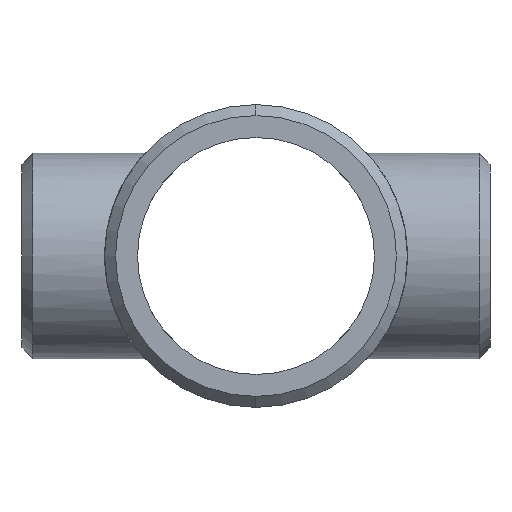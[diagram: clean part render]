
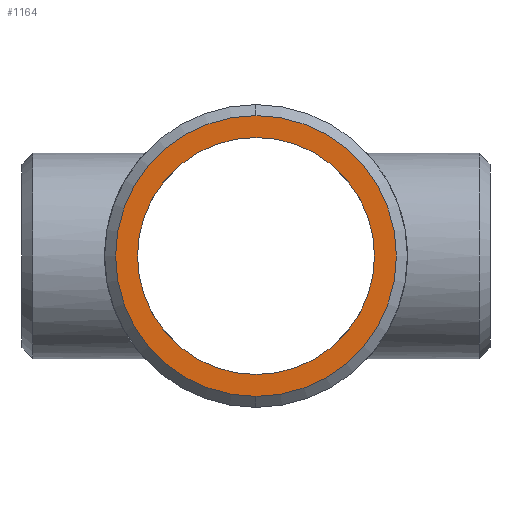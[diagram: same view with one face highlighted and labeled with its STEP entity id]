
A CAD part, left-side view. The second image highlights one B-rep face of the part: STEP entity #1164.
In plain terms, the highlighted planar face has unit normal (-1, 0, 0).
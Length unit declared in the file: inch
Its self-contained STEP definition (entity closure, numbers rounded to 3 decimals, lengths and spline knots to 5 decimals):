
#10 = DIRECTION ( 'NONE',  ( 1., 0., 0. ) ) ;
#12 = CARTESIAN_POINT ( 'NONE',  ( -5.62, 0., 3.07283 ) ) ;
#24 = AXIS2_PLACEMENT_3D ( 'NONE', #939, #10, #942 ) ;
#50 = CIRCLE ( 'NONE', #24, 2.5935 ) ;
#127 = CARTESIAN_POINT ( 'NONE',  ( -5.62, 0., 0. ) ) ;
#156 = ORIENTED_EDGE ( 'NONE', *, *, #255, .T. ) ;
#158 = DIRECTION ( 'NONE',  ( 0., 0., 1. ) ) ;
#198 = AXIS2_PLACEMENT_3D ( 'NONE', #1036, #632, #357 ) ;
#210 = DIRECTION ( 'NONE',  ( 0., 0., 1. ) ) ;
#237 = DIRECTION ( 'NONE',  ( 0., 0., -1. ) ) ;
#255 = EDGE_CURVE ( 'NONE', #371, #852, #959, .T. ) ;
#275 = CIRCLE ( 'NONE', #198, 2.5935 ) ;
#290 = DIRECTION ( 'NONE',  ( -1., 0., 0. ) ) ;
#295 = VERTEX_POINT ( 'NONE', #1058 ) ;
#342 = AXIS2_PLACEMENT_3D ( 'NONE', #525, #696, #210 ) ;
#357 = DIRECTION ( 'NONE',  ( 0., 0., 1. ) ) ;
#358 = PLANE ( 'NONE',  #635 ) ;
#371 = VERTEX_POINT ( 'NONE', #1282 ) ;
#436 = EDGE_CURVE ( 'NONE', #852, #371, #553, .T. ) ;
#525 = CARTESIAN_POINT ( 'NONE',  ( -5.62, 0., 0. ) ) ;
#553 = CIRCLE ( 'NONE', #1252, 3.07283 ) ;
#555 = ORIENTED_EDGE ( 'NONE', *, *, #436, .T. ) ;
#593 = CARTESIAN_POINT ( 'NONE',  ( -5.62, 0., 0. ) ) ;
#625 = ORIENTED_EDGE ( 'NONE', *, *, #1269, .T. ) ;
#632 = DIRECTION ( 'NONE',  ( 1., 0., 0. ) ) ;
#635 = AXIS2_PLACEMENT_3D ( 'NONE', #127, #887, #237 ) ;
#696 = DIRECTION ( 'NONE',  ( -1., 0., 0. ) ) ;
#717 = VERTEX_POINT ( 'NONE', #1120 ) ;
#852 = VERTEX_POINT ( 'NONE', #12 ) ;
#887 = DIRECTION ( 'NONE',  ( -1., 0., 0. ) ) ;
#913 = EDGE_CURVE ( 'NONE', #295, #717, #275, .T. ) ;
#939 = CARTESIAN_POINT ( 'NONE',  ( -5.62, 0., 0. ) ) ;
#942 = DIRECTION ( 'NONE',  ( 0., 0., 1. ) ) ;
#948 = FACE_BOUND ( 'NONE', #1093, .T. ) ;
#959 = CIRCLE ( 'NONE', #342, 3.07283 ) ;
#973 = EDGE_LOOP ( 'NONE', ( #156, #555 ) ) ;
#1036 = CARTESIAN_POINT ( 'NONE',  ( -5.62, 0., 0. ) ) ;
#1058 = CARTESIAN_POINT ( 'NONE',  ( -5.62, 0., 2.5935 ) ) ;
#1059 = FACE_OUTER_BOUND ( 'NONE', #973, .T. ) ;
#1093 = EDGE_LOOP ( 'NONE', ( #1307, #625 ) ) ;
#1120 = CARTESIAN_POINT ( 'NONE',  ( -5.62, 0., -2.5935 ) ) ;
#1164 = ADVANCED_FACE ( 'NONE', ( #1059, #948 ), #358, .T. ) ;
#1252 = AXIS2_PLACEMENT_3D ( 'NONE', #593, #290, #158 ) ;
#1269 = EDGE_CURVE ( 'NONE', #717, #295, #50, .T. ) ;
#1282 = CARTESIAN_POINT ( 'NONE',  ( -5.62, 0., -3.07283 ) ) ;
#1307 = ORIENTED_EDGE ( 'NONE', *, *, #913, .T. ) ;
